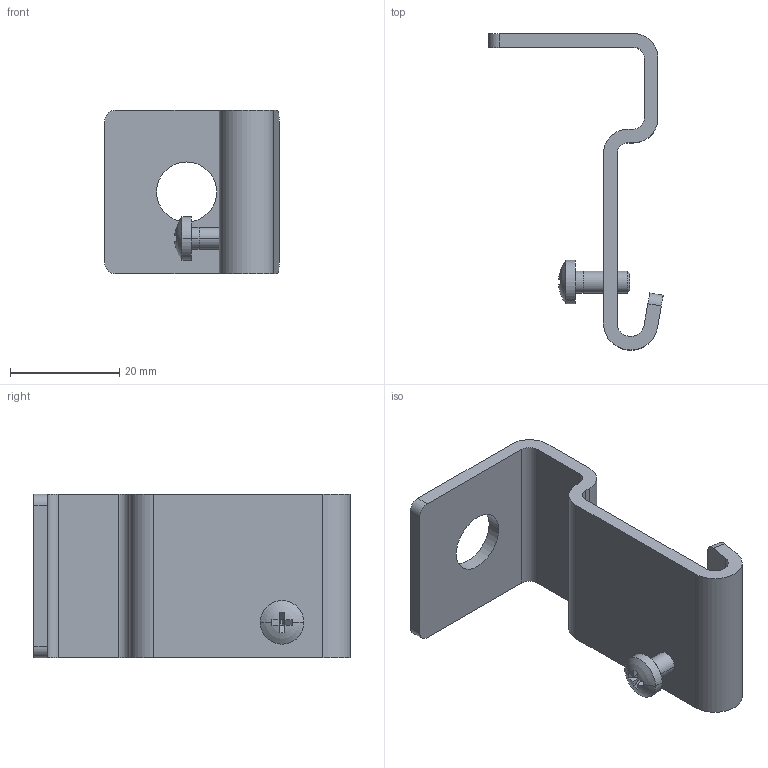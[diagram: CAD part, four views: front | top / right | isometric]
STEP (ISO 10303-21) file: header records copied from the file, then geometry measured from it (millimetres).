
FILE_DESCRIPTION(('CoCreate Modeling STEP Export'),'2;1');
FILE_NAME('6015336.stp','2012-07-13T11:19:21',(''),(''),'CoCreate Modeling STEP processor for AP214 (Solid Model)','CoCreate Modeling 16.00D 29-May-2009 (C) Parametric Technology GmbH','');
FILE_SCHEMA(('AUTOMOTIVE_DESIGN { 1 0 10303 214 1 1 1 1 }'));
Length unit declared in the file: millimetre
Products named in the file (3): T2; Seitenhalter2; Seitenhalter
Assembly tree (2 placements, depth 2):
  Seitenhalter
    Seitenhalter2
    T2
Bounding box: 31.97 x 58 x 30 mm (x, y, z)
Volume: 7618.7 mm3; surface area: 6949 mm2
Topology: 2 solids, 2 shells, 70 faces, 160 edges, 95 vertices
Faces by surface type: plane 40, cylinder 22, cone 6, sphere 2
Entity records: 1871 total; most frequent: ORIENTED_EDGE 320, DIRECTION 280, CARTESIAN_POINT 278, EDGE_CURVE 160, AXIS2_PLACEMENT_3D 97, VERTEX_POINT 95, VECTOR 86, LINE 86
